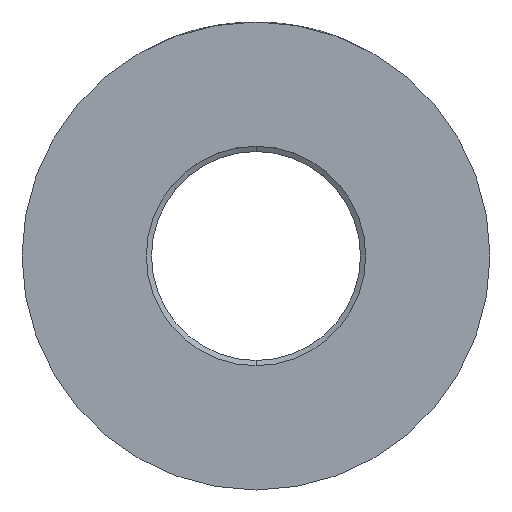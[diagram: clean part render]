
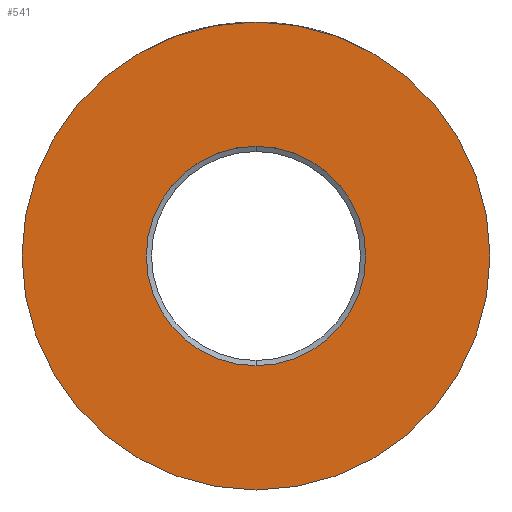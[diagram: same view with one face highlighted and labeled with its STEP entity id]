
A CAD part, front view. The second image highlights one B-rep face of the part: STEP entity #541.
In plain terms, the highlighted planar face has unit normal (0, -1, 0).
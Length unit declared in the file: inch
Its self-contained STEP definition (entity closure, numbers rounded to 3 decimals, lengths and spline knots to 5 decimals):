
#7 = DIRECTION ( 'NONE',  ( 0., 0., -1. ) ) ;
#49 = DIRECTION ( 'NONE',  ( 0., 0., 1. ) ) ;
#64 = ORIENTED_EDGE ( 'NONE', *, *, #171, .F. ) ;
#128 = CARTESIAN_POINT ( 'NONE',  ( 0., 0., -0.21 ) ) ;
#171 = EDGE_CURVE ( 'NONE', #782, #574, #365, .T. ) ;
#187 = CIRCLE ( 'NONE', #370, 0.21 ) ;
#196 = DIRECTION ( 'NONE',  ( 0., 0., 1. ) ) ;
#198 = DIRECTION ( 'NONE',  ( 0., 1., 0. ) ) ;
#199 = CARTESIAN_POINT ( 'NONE',  ( 0., 0., 0. ) ) ;
#268 = CIRCLE ( 'NONE', #424, 0.09843 ) ;
#306 = FACE_BOUND ( 'NONE', #407, .T. ) ;
#317 = FACE_OUTER_BOUND ( 'NONE', #709, .T. ) ;
#323 = CIRCLE ( 'NONE', #507, 0.09843 ) ;
#365 = CIRCLE ( 'NONE', #518, 0.21 ) ;
#370 = AXIS2_PLACEMENT_3D ( 'NONE', #199, #198, #196 ) ;
#382 = DIRECTION ( 'NONE',  ( 0., -1., 0. ) ) ;
#407 = EDGE_LOOP ( 'NONE', ( #504, #442 ) ) ;
#424 = AXIS2_PLACEMENT_3D ( 'NONE', #457, #382, #7 ) ;
#442 = ORIENTED_EDGE ( 'NONE', *, *, #598, .F. ) ;
#444 = AXIS2_PLACEMENT_3D ( 'NONE', #753, #677, #49 ) ;
#456 = EDGE_CURVE ( 'NONE', #661, #535, #323, .T. ) ;
#457 = CARTESIAN_POINT ( 'NONE',  ( 0., 0., 0. ) ) ;
#466 = ORIENTED_EDGE ( 'NONE', *, *, #751, .F. ) ;
#499 = CARTESIAN_POINT ( 'NONE',  ( 0., 0., -0.09843 ) ) ;
#504 = ORIENTED_EDGE ( 'NONE', *, *, #456, .F. ) ;
#507 = AXIS2_PLACEMENT_3D ( 'NONE', #599, #761, #596 ) ;
#518 = AXIS2_PLACEMENT_3D ( 'NONE', #672, #635, #684 ) ;
#535 = VERTEX_POINT ( 'NONE', #660 ) ;
#541 = ADVANCED_FACE ( 'NONE', ( #306, #317 ), #749, .F. ) ;
#574 = VERTEX_POINT ( 'NONE', #655 ) ;
#596 = DIRECTION ( 'NONE',  ( 0., 0., -1. ) ) ;
#598 = EDGE_CURVE ( 'NONE', #535, #661, #268, .T. ) ;
#599 = CARTESIAN_POINT ( 'NONE',  ( 0., 0., 0. ) ) ;
#635 = DIRECTION ( 'NONE',  ( 0., 1., 0. ) ) ;
#655 = CARTESIAN_POINT ( 'NONE',  ( 0., 0., 0.21 ) ) ;
#660 = CARTESIAN_POINT ( 'NONE',  ( 0., 0., 0.09843 ) ) ;
#661 = VERTEX_POINT ( 'NONE', #499 ) ;
#672 = CARTESIAN_POINT ( 'NONE',  ( 0., 0., 0. ) ) ;
#677 = DIRECTION ( 'NONE',  ( 0., 1., 0. ) ) ;
#684 = DIRECTION ( 'NONE',  ( 0., 0., 1. ) ) ;
#709 = EDGE_LOOP ( 'NONE', ( #64, #466 ) ) ;
#749 = PLANE ( 'NONE',  #444 ) ;
#751 = EDGE_CURVE ( 'NONE', #574, #782, #187, .T. ) ;
#753 = CARTESIAN_POINT ( 'NONE',  ( 0., 0., 0. ) ) ;
#761 = DIRECTION ( 'NONE',  ( 0., -1., 0. ) ) ;
#782 = VERTEX_POINT ( 'NONE', #128 ) ;
